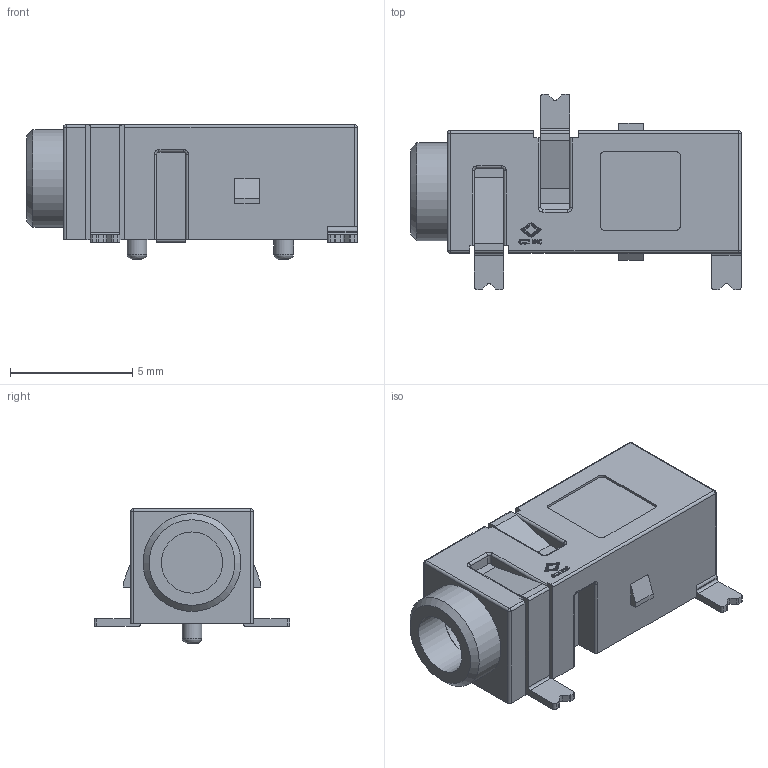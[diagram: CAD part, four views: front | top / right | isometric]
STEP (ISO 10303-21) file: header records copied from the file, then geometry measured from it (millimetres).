
FILE_DESCRIPTION(/* description */ (''),/* implementation_level */ '2;1');
FILE_NAME(/* name */ '2.stp',/* time_stamp */ '2020-05-12T18:30:59+02:00',/* author */ ('k'),/* organization */ (''),/* preprocessor_version */ 'ST-DEVELOPER v15.6',/* originating_system */ 'Autodesk Inventor 2015',/* authorisation */ '');
FILE_SCHEMA (('AUTOMOTIVE_DESIGN { 1 0 10303 214 3 1 1 }'));
Products named in the file (6): 1; 2; CUI_DEVICES_SJ-2523-SMT-TR; CUI INC Logo
Bounding box: 13.5 x 8 x 5.5 mm (x, y, z)
Volume: 224.8 mm3; surface area: 490.1 mm2
Topology: 20 solids, 20 shells, 347 faces, 875 edges, 574 vertices
Faces by surface type: plane 234, cylinder 64, bspline 36, torus 8, sphere 4, cone 1
Full cylindrical faces by diameter (mm): 0.8 x2, 2.5 x1, 2.569 x1, 4 x1
Entity records: 10770 total; most frequent: CARTESIAN_POINT 2337, ORIENTED_EDGE 1736, DIRECTION 1579, EDGE_CURVE 868, LINE 653, VECTOR 653, VERTEX_POINT 573, AXIS2_PLACEMENT_3D 463
